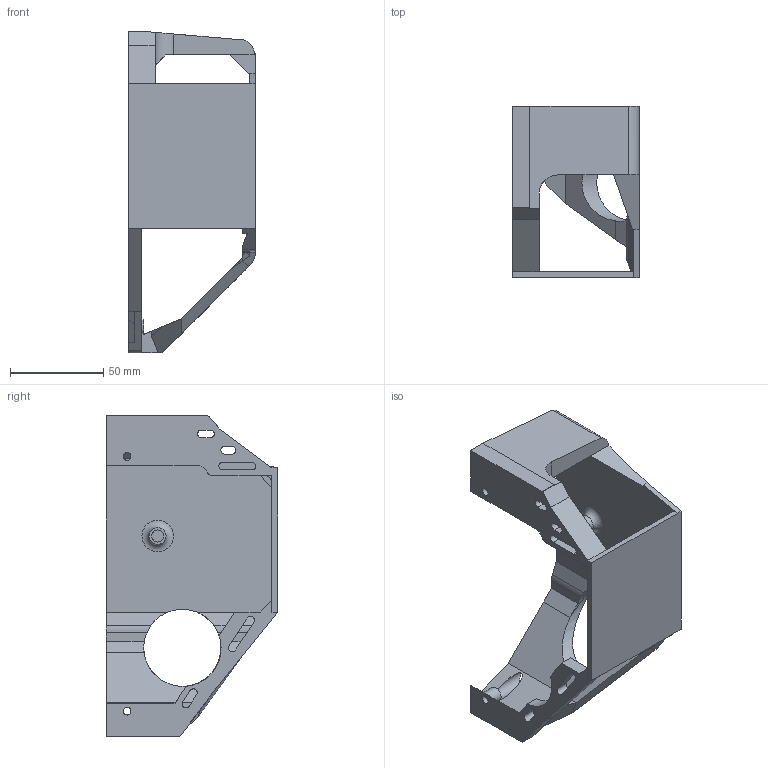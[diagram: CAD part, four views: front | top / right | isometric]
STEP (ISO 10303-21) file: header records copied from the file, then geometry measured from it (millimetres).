
FILE_DESCRIPTION(/* description */ (''),/* implementation_level */ '2;1');
FILE_NAME(/* name */ '',/* time_stamp */ '2024-10-09T19:56:03+03:00',/* author */ ('Phantom'),/* organization */ (''),/* preprocessor_version */ 'ST-DEVELOPER v20',/* originating_system */ 'Autodesk Inventor 2025',/* authorisation */ '');
FILE_SCHEMA (('AUTOMOTIVE_DESIGN { 1 0 10303 214 3 1 1 }'));
Length unit declared in the file: millimetre
Products named in the file (1): репление колёс 
СОВЕРШЕННОЕ ТОЛСТАЯ
Bounding box: 68 x 91.84 x 172.73 mm (x, y, z)
Volume: 121878.9 mm3; surface area: 57141.1 mm2
Topology: 3 solids, 3 shells, 142 faces, 417 edges, 303 vertices
Faces by surface type: plane 109, cylinder 30, bspline 2, torus 1
Full cylindrical faces by diameter (mm): 4.2 x2, 6.5 x1, 8 x1, 9 x1
Entity records: 4884 total; most frequent: CARTESIAN_POINT 1004, ORIENTED_EDGE 796, DIRECTION 766, EDGE_CURVE 398, LINE 310, VECTOR 310, VERTEX_POINT 261, AXIS2_PLACEMENT_3D 228
